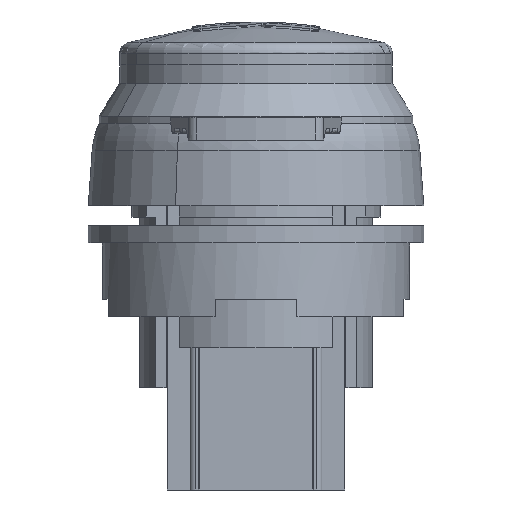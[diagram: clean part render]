
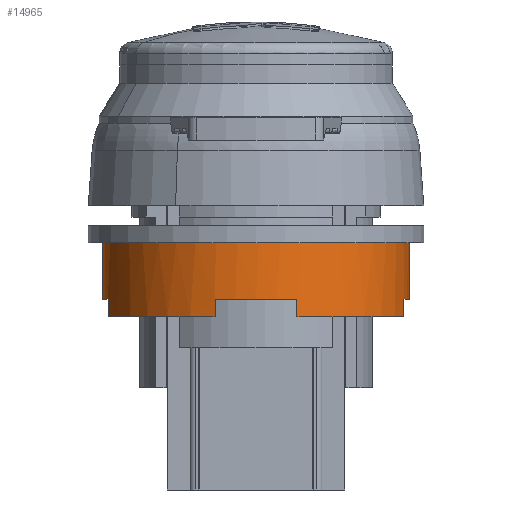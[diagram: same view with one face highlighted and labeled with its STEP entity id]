
A CAD part, front view. The second image highlights one B-rep face of the part: STEP entity #14965.
In plain terms, the highlighted cylindrical face has radius 13.5 mm (diameter 27 mm), a partial arc.
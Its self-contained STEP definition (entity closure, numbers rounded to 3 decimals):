
#13689=AXIS2_PLACEMENT_3D('Circle Axis2P3D',#13687,#13688,$) ;
#13723=AXIS2_PLACEMENT_3D('Circle Axis2P3D',#13721,#13722,$) ;
#13793=AXIS2_PLACEMENT_3D('Circle Axis2P3D',#13791,#13792,$) ;
#14668=AXIS2_PLACEMENT_3D('Cylinder Axis2P3D',#14665,#14666,#14667) ;
#14782=AXIS2_PLACEMENT_3D('Circle Axis2P3D',#14780,#14781,$) ;
#14840=AXIS2_PLACEMENT_3D('Circle Axis2P3D',#14838,#14839,$) ;
#312=CARTESIAN_POINT('Control Point',(28.25,18.8,21.75)) ;
#313=CARTESIAN_POINT('Control Point',(28.25,17.54,21.75)) ;
#314=CARTESIAN_POINT('Control Point',(28.103,16.28,21.75)) ;
#315=CARTESIAN_POINT('Control Point',(27.809,15.043,21.75)) ;
#316=CARTESIAN_POINT('Control Point',(26.938,12.66,21.75)) ;
#317=CARTESIAN_POINT('Control Point',(25.541,10.542,21.75)) ;
#318=CARTESIAN_POINT('Control Point',(24.722,9.569,21.75)) ;
#319=CARTESIAN_POINT('Control Point',(22.872,7.833,21.75)) ;
#320=CARTESIAN_POINT('Control Point',(20.672,6.57,21.75)) ;
#321=CARTESIAN_POINT('Control Point',(19.503,6.07,21.75)) ;
#322=CARTESIAN_POINT('Control Point',(17.07,5.352,21.75)) ;
#323=CARTESIAN_POINT('Control Point',(14.536,5.213,21.75)) ;
#324=CARTESIAN_POINT('Control Point',(13.267,5.292,21.75)) ;
#325=CARTESIAN_POINT('Control Point',(10.771,5.746,21.75)) ;
#326=CARTESIAN_POINT('Control Point',(8.446,6.762,21.75)) ;
#327=CARTESIAN_POINT('Control Point',(7.348,7.404,21.75)) ;
#328=CARTESIAN_POINT('Control Point',(5.323,8.932,21.75)) ;
#329=CARTESIAN_POINT('Control Point',(3.704,10.885,21.75)) ;
#330=CARTESIAN_POINT('Control Point',(3.013,11.953,21.75)) ;
#331=CARTESIAN_POINT('Control Point',(2.042,13.923,21.75)) ;
#332=CARTESIAN_POINT('Control Point',(1.486,16.042,21.75)) ;
#333=CARTESIAN_POINT('Control Point',(1.329,16.955,21.75)) ;
#334=CARTESIAN_POINT('Control Point',(1.25,17.878,21.75)) ;
#335=CARTESIAN_POINT('Control Point',(1.25,18.8,21.75)) ;
#336=CARTESIAN_POINT('Vertex',(28.25,18.8,21.75)) ;
#338=CARTESIAN_POINT('Vertex',(1.25,18.8,21.75)) ;
#13664=CARTESIAN_POINT('Vertex',(27.761,15.2,16.75)) ;
#13684=CARTESIAN_POINT('Vertex',(18.35,5.789,16.75)) ;
#13687=CARTESIAN_POINT('Axis2P3D Location',(14.75,18.8,16.75)) ;
#13691=CARTESIAN_POINT('Vertex',(11.15,5.789,16.75)) ;
#13718=CARTESIAN_POINT('Vertex',(1.739,15.2,16.75)) ;
#13721=CARTESIAN_POINT('Axis2P3D Location',(14.75,18.8,16.75)) ;
#13725=CARTESIAN_POINT('Vertex',(1.25,18.8,16.75)) ;
#13788=CARTESIAN_POINT('Vertex',(28.25,18.8,16.75)) ;
#13791=CARTESIAN_POINT('Axis2P3D Location',(14.75,18.8,16.75)) ;
#14665=CARTESIAN_POINT('Axis2P3D Location',(14.75,18.8,18.39)) ;
#14670=CARTESIAN_POINT('Line Origine',(1.25,18.8,16.5)) ;
#14674=CARTESIAN_POINT('Vertex',(1.25,18.8,21.25)) ;
#14677=CARTESIAN_POINT('Line Origine',(1.25,18.8,16.5)) ;
#14682=CARTESIAN_POINT('Line Origine',(28.25,18.8,16.5)) ;
#14686=CARTESIAN_POINT('Vertex',(28.25,18.8,21.25)) ;
#14689=CARTESIAN_POINT('Line Origine',(28.25,18.8,16.5)) ;
#14759=CARTESIAN_POINT('Vertex',(11.15,5.789,15.25)) ;
#14762=CARTESIAN_POINT('Line Origine',(11.15,5.789,16.)) ;
#14780=CARTESIAN_POINT('Axis2P3D Location',(14.75,18.8,15.25)) ;
#14784=CARTESIAN_POINT('Vertex',(1.739,15.2,15.25)) ;
#14805=CARTESIAN_POINT('Line Origine',(1.739,15.2,16.)) ;
#14822=CARTESIAN_POINT('Vertex',(27.761,15.2,15.25)) ;
#14825=CARTESIAN_POINT('Line Origine',(27.761,15.2,16.)) ;
#14838=CARTESIAN_POINT('Axis2P3D Location',(14.75,18.8,15.25)) ;
#14842=CARTESIAN_POINT('Vertex',(18.35,5.789,15.25)) ;
#14863=CARTESIAN_POINT('Line Origine',(18.35,5.789,16.)) ;
#13688=DIRECTION('Axis2P3D Direction',(0.,0.,-1.)) ;
#13722=DIRECTION('Axis2P3D Direction',(0.,0.,-1.)) ;
#13792=DIRECTION('Axis2P3D Direction',(0.,0.,-1.)) ;
#14666=DIRECTION('Axis2P3D Direction',(0.,0.,-1.)) ;
#14667=DIRECTION('Axis2P3D XDirection',(-1.,0.,0.)) ;
#14671=DIRECTION('Vector Direction',(0.,0.,-1.)) ;
#14678=DIRECTION('Vector Direction',(0.,0.,-1.)) ;
#14683=DIRECTION('Vector Direction',(0.,0.,-1.)) ;
#14690=DIRECTION('Vector Direction',(0.,0.,-1.)) ;
#14763=DIRECTION('Vector Direction',(0.,0.,-1.)) ;
#14781=DIRECTION('Axis2P3D Direction',(0.,0.,-1.)) ;
#14806=DIRECTION('Vector Direction',(0.,0.,-1.)) ;
#14826=DIRECTION('Vector Direction',(0.,0.,-1.)) ;
#14839=DIRECTION('Axis2P3D Direction',(0.,0.,-1.)) ;
#14864=DIRECTION('Vector Direction',(0.,0.,-1.)) ;
#14672=VECTOR('Line Direction',#14671,1.) ;
#14679=VECTOR('Line Direction',#14678,1.) ;
#14684=VECTOR('Line Direction',#14683,1.) ;
#14691=VECTOR('Line Direction',#14690,1.) ;
#14764=VECTOR('Line Direction',#14763,1.) ;
#14807=VECTOR('Line Direction',#14806,1.) ;
#14827=VECTOR('Line Direction',#14826,1.) ;
#14865=VECTOR('Line Direction',#14864,1.) ;
#14950=ORIENTED_EDGE('',*,*,#13795,.F.) ;
#14951=ORIENTED_EDGE('',*,*,#14693,.F.) ;
#14952=ORIENTED_EDGE('',*,*,#14688,.F.) ;
#14953=ORIENTED_EDGE('',*,*,#340,.T.) ;
#14954=ORIENTED_EDGE('',*,*,#14681,.T.) ;
#14955=ORIENTED_EDGE('',*,*,#14676,.T.) ;
#14956=ORIENTED_EDGE('',*,*,#13727,.F.) ;
#14957=ORIENTED_EDGE('',*,*,#14809,.T.) ;
#14958=ORIENTED_EDGE('',*,*,#14786,.F.) ;
#14959=ORIENTED_EDGE('',*,*,#14766,.F.) ;
#14960=ORIENTED_EDGE('',*,*,#13693,.F.) ;
#14961=ORIENTED_EDGE('',*,*,#14867,.T.) ;
#14962=ORIENTED_EDGE('',*,*,#14844,.F.) ;
#14963=ORIENTED_EDGE('',*,*,#14829,.F.) ;
#14965=ADVANCED_FACE('Hauptk\X2\00F6\X0\rper',(#14964),#14669,.T.) ;
#311=B_SPLINE_CURVE_WITH_KNOTS('',5,(#312,#313,#314,#315,#316,#317,#318,#319,#320,#321,#322,#323,#324,#325,#326,#327,#328,#329,#330,#331,#332,#333,#334,#335),.UNSPECIFIED.,.F.,.U.,(6,3,3,3,3,3,3,6),(0.,8.909,17.819,26.728,35.638,44.547,53.457,59.978),.UNSPECIFIED.) ;
#13690=CIRCLE('generated circle',#13689,13.5) ;
#13724=CIRCLE('generated circle',#13723,13.5) ;
#13794=CIRCLE('generated circle',#13793,13.5) ;
#14783=CIRCLE('generated circle',#14782,13.5) ;
#14841=CIRCLE('generated circle',#14840,13.5) ;
#14669=CYLINDRICAL_SURFACE('generated cylinder',#14668,13.5) ;
#340=EDGE_CURVE('',#337,#339,#311,.T.) ;
#13693=EDGE_CURVE('',#13685,#13692,#13690,.T.) ;
#13727=EDGE_CURVE('',#13719,#13726,#13724,.T.) ;
#13795=EDGE_CURVE('',#13789,#13665,#13794,.T.) ;
#14676=EDGE_CURVE('',#14675,#13726,#14673,.T.) ;
#14681=EDGE_CURVE('',#339,#14675,#14680,.T.) ;
#14688=EDGE_CURVE('',#337,#14687,#14685,.T.) ;
#14693=EDGE_CURVE('',#14687,#13789,#14692,.T.) ;
#14766=EDGE_CURVE('',#13692,#14760,#14765,.T.) ;
#14786=EDGE_CURVE('',#14760,#14785,#14783,.T.) ;
#14809=EDGE_CURVE('',#13719,#14785,#14808,.T.) ;
#14829=EDGE_CURVE('',#13665,#14823,#14828,.T.) ;
#14844=EDGE_CURVE('',#14823,#14843,#14841,.T.) ;
#14867=EDGE_CURVE('',#13685,#14843,#14866,.T.) ;
#14949=EDGE_LOOP('',(#14950,#14951,#14952,#14953,#14954,#14955,#14956,#14957,#14958,#14959,#14960,#14961,#14962,#14963)) ;
#14964=FACE_OUTER_BOUND('',#14949,.T.) ;
#14673=LINE('Line',#14670,#14672) ;
#14680=LINE('Line',#14677,#14679) ;
#14685=LINE('Line',#14682,#14684) ;
#14692=LINE('Line',#14689,#14691) ;
#14765=LINE('Line',#14762,#14764) ;
#14808=LINE('Line',#14805,#14807) ;
#14828=LINE('Line',#14825,#14827) ;
#14866=LINE('Line',#14863,#14865) ;
#337=VERTEX_POINT('',#336) ;
#339=VERTEX_POINT('',#338) ;
#13665=VERTEX_POINT('',#13664) ;
#13685=VERTEX_POINT('',#13684) ;
#13692=VERTEX_POINT('',#13691) ;
#13719=VERTEX_POINT('',#13718) ;
#13726=VERTEX_POINT('',#13725) ;
#13789=VERTEX_POINT('',#13788) ;
#14675=VERTEX_POINT('',#14674) ;
#14687=VERTEX_POINT('',#14686) ;
#14760=VERTEX_POINT('',#14759) ;
#14785=VERTEX_POINT('',#14784) ;
#14823=VERTEX_POINT('',#14822) ;
#14843=VERTEX_POINT('',#14842) ;
